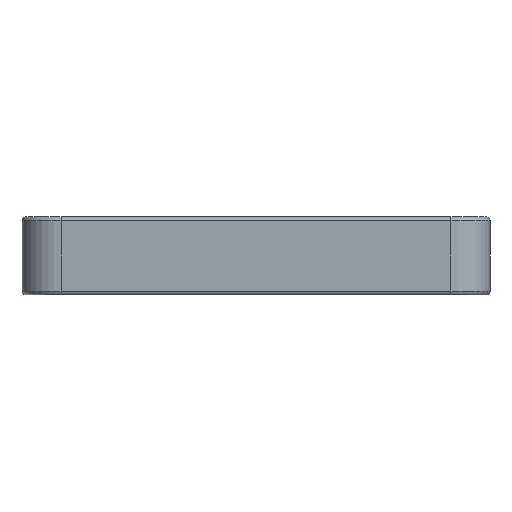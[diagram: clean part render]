
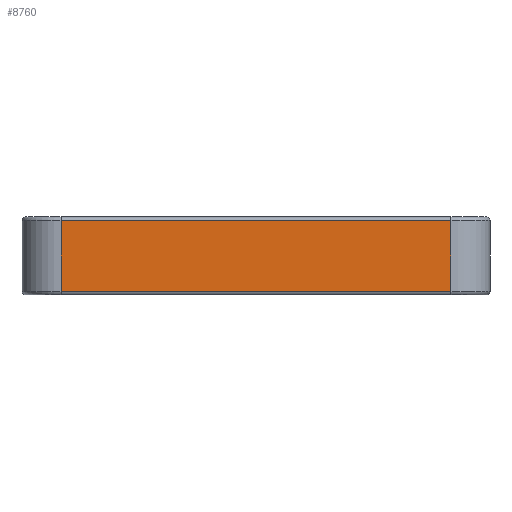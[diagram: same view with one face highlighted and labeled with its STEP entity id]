
A CAD part, front view. The second image highlights one B-rep face of the part: STEP entity #8760.
In plain terms, the highlighted planar face has unit normal (0, -1, 0).
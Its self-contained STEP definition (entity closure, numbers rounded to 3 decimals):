
#401 = CARTESIAN_POINT ( 'NONE',  ( -30., -32.5, 9.5 ) ) ;
#436 = EDGE_LOOP ( 'NONE', ( #5448, #2186, #1444, #8240 ) ) ;
#457 = DIRECTION ( 'NONE',  ( 0., 1., 0. ) ) ;
#483 = EDGE_CURVE ( 'NONE', #9748, #8356, #1560, .T. ) ;
#547 = PLANE ( 'NONE',  #1240 ) ;
#1223 = CARTESIAN_POINT ( 'NONE',  ( -25., -32.5, 10. ) ) ;
#1240 = AXIS2_PLACEMENT_3D ( 'NONE', #1279, #457, #8375 ) ;
#1279 = CARTESIAN_POINT ( 'NONE',  ( -30., -32.5, 10. ) ) ;
#1395 = VECTOR ( 'NONE', #4367, 1000. ) ;
#1444 = ORIENTED_EDGE ( 'NONE', *, *, #483, .T. ) ;
#1560 = LINE ( 'NONE', #1223, #4052 ) ;
#2150 = DIRECTION ( 'NONE',  ( 1., 0., 0. ) ) ;
#2186 = ORIENTED_EDGE ( 'NONE', *, *, #7052, .T. ) ;
#2592 = CARTESIAN_POINT ( 'NONE',  ( -25., -32.5, 0.5 ) ) ;
#3863 = LINE ( 'NONE', #5113, #7679 ) ;
#4052 = VECTOR ( 'NONE', #6734, 1000. ) ;
#4367 = DIRECTION ( 'NONE',  ( -1., 0., 0. ) ) ;
#4694 = CARTESIAN_POINT ( 'NONE',  ( 25., -32.5, 0.5 ) ) ;
#5113 = CARTESIAN_POINT ( 'NONE',  ( 25., -32.5, 10. ) ) ;
#5256 = CARTESIAN_POINT ( 'NONE',  ( 25., -32.5, 0.5 ) ) ;
#5448 = ORIENTED_EDGE ( 'NONE', *, *, #7625, .T. ) ;
#6097 = VECTOR ( 'NONE', #2150, 1000. ) ;
#6187 = EDGE_CURVE ( 'NONE', #8356, #8877, #7345, .T. ) ;
#6462 = CARTESIAN_POINT ( 'NONE',  ( -25., -32.5, 9.5 ) ) ;
#6694 = FACE_OUTER_BOUND ( 'NONE', #436, .T. ) ;
#6734 = DIRECTION ( 'NONE',  ( 0., 0., -1. ) ) ;
#7052 = EDGE_CURVE ( 'NONE', #9324, #9748, #9276, .T. ) ;
#7345 = LINE ( 'NONE', #5256, #6097 ) ;
#7625 = EDGE_CURVE ( 'NONE', #8877, #9324, #3863, .T. ) ;
#7679 = VECTOR ( 'NONE', #8255, 1000. ) ;
#8240 = ORIENTED_EDGE ( 'NONE', *, *, #6187, .T. ) ;
#8255 = DIRECTION ( 'NONE',  ( 0., 0., 1. ) ) ;
#8356 = VERTEX_POINT ( 'NONE', #2592 ) ;
#8375 = DIRECTION ( 'NONE',  ( 0., 0., 1. ) ) ;
#8760 = ADVANCED_FACE ( 'NONE', ( #6694 ), #547, .F. ) ;
#8877 = VERTEX_POINT ( 'NONE', #4694 ) ;
#9276 = LINE ( 'NONE', #401, #1395 ) ;
#9324 = VERTEX_POINT ( 'NONE', #9555 ) ;
#9555 = CARTESIAN_POINT ( 'NONE',  ( 25., -32.5, 9.5 ) ) ;
#9748 = VERTEX_POINT ( 'NONE', #6462 ) ;
